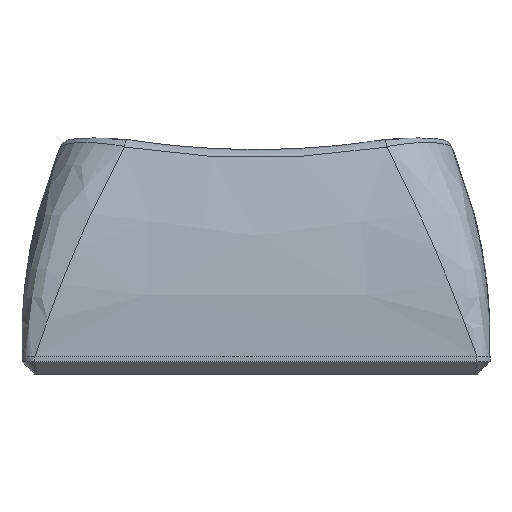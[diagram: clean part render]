
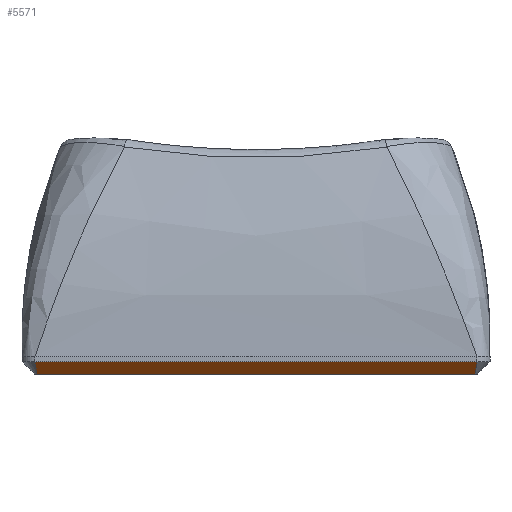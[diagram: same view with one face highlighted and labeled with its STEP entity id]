
A CAD part, front view. The second image highlights one B-rep face of the part: STEP entity #5571.
In plain terms, the highlighted planar face has unit normal (0, -0.707, -0.707).
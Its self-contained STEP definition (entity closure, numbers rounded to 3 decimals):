
#720 = PLANE('',#721);
#721 = AXIS2_PLACEMENT_3D('',#722,#723,#724);
#722 = CARTESIAN_POINT('',(-8.5,-9.,0.672));
#723 = DIRECTION('',(0.,-1.,0.));
#724 = DIRECTION('',(1.,0.,0.));
#1973 = VERTEX_POINT('',#1974);
#1974 = CARTESIAN_POINT('',(-8.5,-9.,0.48));
#2000 = EDGE_CURVE('',#1973,#2001,#2003,.T.);
#2001 = VERTEX_POINT('',#2002);
#2002 = CARTESIAN_POINT('',(8.5,-9.,0.48));
#2003 = SURFACE_CURVE('',#2004,(#2008,#2015),.PCURVE_S1.);
#2004 = LINE('',#2005,#2006);
#2005 = CARTESIAN_POINT('',(-8.5,-9.,0.48));
#2006 = VECTOR('',#2007,1.);
#2007 = DIRECTION('',(1.,0.,0.));
#2008 = PCURVE('',#720,#2009);
#2009 = DEFINITIONAL_REPRESENTATION('',(#2010),#2014);
#2010 = LINE('',#2011,#2012);
#2011 = CARTESIAN_POINT('',(0.,-0.192));
#2012 = VECTOR('',#2013,1.);
#2013 = DIRECTION('',(1.,0.));
#2014 = ( GEOMETRIC_REPRESENTATION_CONTEXT(2) 
PARAMETRIC_REPRESENTATION_CONTEXT() REPRESENTATION_CONTEXT('2D SPACE',''
  ) );
#2015 = PCURVE('',#2016,#2021);
#2016 = PLANE('',#2017);
#2017 = AXIS2_PLACEMENT_3D('',#2018,#2019,#2020);
#2018 = CARTESIAN_POINT('',(-8.5,-8.76,0.24));
#2019 = DIRECTION('',(0.,0.707,0.707)
  );
#2020 = DIRECTION('',(1.,0.,0.));
#2021 = DEFINITIONAL_REPRESENTATION('',(#2022),#2026);
#2022 = LINE('',#2023,#2024);
#2023 = CARTESIAN_POINT('',(0.,-0.339));
#2024 = VECTOR('',#2025,1.);
#2025 = DIRECTION('',(1.,0.));
#2026 = ( GEOMETRIC_REPRESENTATION_CONTEXT(2) 
PARAMETRIC_REPRESENTATION_CONTEXT() REPRESENTATION_CONTEXT('2D SPACE',''
  ) );
#3188 = CONICAL_SURFACE('',#3189,0.7,0.785);
#3189 = AXIS2_PLACEMENT_3D('',#3190,#3191,#3192);
#3190 = CARTESIAN_POINT('',(8.323,-8.323,0.48));
#3191 = DIRECTION('',(-0.,-0.,1.));
#3192 = DIRECTION('',(0.967,-0.253,0.));
#5571 = ADVANCED_FACE('',(#5572),#2016,.F.);
#5572 = FACE_BOUND('',#5573,.F.);
#5573 = EDGE_LOOP('',(#5574,#5609,#5610,#5640));
#5574 = ORIENTED_EDGE('',*,*,#5575,.F.);
#5575 = EDGE_CURVE('',#1973,#5576,#5578,.T.);
#5576 = VERTEX_POINT('',#5577);
#5577 = CARTESIAN_POINT('',(-8.42,-8.52,0.));
#5578 = SURFACE_CURVE('',#5579,(#5584,#5591),.PCURVE_S1.);
#5579 = PARABOLA('',#5580,0.008);
#5580 = AXIS2_PLACEMENT_3D('',#5581,#5582,#5583);
#5581 = CARTESIAN_POINT('',(-8.323,-8.311,
    -0.209));
#5582 = DIRECTION('',(0.,0.707,0.707)
  );
#5583 = DIRECTION('',(0.,-0.707,0.707)
  );
#5584 = PCURVE('',#2016,#5585);
#5585 = DEFINITIONAL_REPRESENTATION('',(#5586),#5590);
#5586 = B_SPLINE_CURVE_WITH_KNOTS('',2,(#5587,#5588,#5589),
  .UNSPECIFIED.,.F.,.F.,(3,3),(-0.177,-0.098),
  .PIECEWISE_BEZIER_KNOTS.);
#5587 = CARTESIAN_POINT('',(0.,-0.339));
#5588 = CARTESIAN_POINT('',(0.04,0.098));
#5589 = CARTESIAN_POINT('',(0.08,0.339));
#5590 = ( GEOMETRIC_REPRESENTATION_CONTEXT(2) 
PARAMETRIC_REPRESENTATION_CONTEXT() REPRESENTATION_CONTEXT('2D SPACE',''
  ) );
#5591 = PCURVE('',#5592,#5597);
#5592 = CONICAL_SURFACE('',#5593,0.7,0.785);
#5593 = AXIS2_PLACEMENT_3D('',#5594,#5595,#5596);
#5594 = CARTESIAN_POINT('',(-8.323,-8.323,0.48));
#5595 = DIRECTION('',(-0.,-0.,1.));
#5596 = DIRECTION('',(-0.253,-0.967,-0.));
#5597 = DEFINITIONAL_REPRESENTATION('',(#5598),#5608);
#5598 = B_SPLINE_CURVE_WITH_KNOTS('',8,(#5599,#5600,#5601,#5602,#5603,
    #5604,#5605,#5606,#5607),.UNSPECIFIED.,.F.,.F.,(9,9),(
    -0.177,-0.098),.PIECEWISE_BEZIER_KNOTS.);
#5599 = CARTESIAN_POINT('',(0.,0.));
#5600 = CARTESIAN_POINT('',(-0.014,-0.077));
#5601 = CARTESIAN_POINT('',(-0.03,-0.15));
#5602 = CARTESIAN_POINT('',(-0.048,-0.217));
#5603 = CARTESIAN_POINT('',(-0.069,-0.28));
#5604 = CARTESIAN_POINT('',(-0.094,-0.337));
#5605 = CARTESIAN_POINT('',(-0.123,-0.39));
#5606 = CARTESIAN_POINT('',(-0.158,-0.437));
#5607 = CARTESIAN_POINT('',(-0.203,-0.48));
#5608 = ( GEOMETRIC_REPRESENTATION_CONTEXT(2) 
PARAMETRIC_REPRESENTATION_CONTEXT() REPRESENTATION_CONTEXT('2D SPACE',''
  ) );
#5609 = ORIENTED_EDGE('',*,*,#2000,.T.);
#5610 = ORIENTED_EDGE('',*,*,#5611,.T.);
#5611 = EDGE_CURVE('',#2001,#5612,#5614,.T.);
#5612 = VERTEX_POINT('',#5613);
#5613 = CARTESIAN_POINT('',(8.42,-8.52,0.));
#5614 = SURFACE_CURVE('',#5615,(#5620,#5627),.PCURVE_S1.);
#5615 = PARABOLA('',#5616,0.008);
#5616 = AXIS2_PLACEMENT_3D('',#5617,#5618,#5619);
#5617 = CARTESIAN_POINT('',(8.323,-8.311,
    -0.209));
#5618 = DIRECTION('',(0.,-0.707,-0.707
    ));
#5619 = DIRECTION('',(0.,-0.707,0.707)
  );
#5620 = PCURVE('',#2016,#5621);
#5621 = DEFINITIONAL_REPRESENTATION('',(#5622),#5626);
#5622 = B_SPLINE_CURVE_WITH_KNOTS('',2,(#5623,#5624,#5625),
  .UNSPECIFIED.,.F.,.F.,(3,3),(-0.177,-0.098),
  .PIECEWISE_BEZIER_KNOTS.);
#5623 = CARTESIAN_POINT('',(17.,-0.339));
#5624 = CARTESIAN_POINT('',(16.96,0.098));
#5625 = CARTESIAN_POINT('',(16.92,0.339));
#5626 = ( GEOMETRIC_REPRESENTATION_CONTEXT(2) 
PARAMETRIC_REPRESENTATION_CONTEXT() REPRESENTATION_CONTEXT('2D SPACE',''
  ) );
#5627 = PCURVE('',#3188,#5628);
#5628 = DEFINITIONAL_REPRESENTATION('',(#5629),#5639);
#5629 = B_SPLINE_CURVE_WITH_KNOTS('',8,(#5630,#5631,#5632,#5633,#5634,
    #5635,#5636,#5637,#5638),.UNSPECIFIED.,.F.,.F.,(9,9),(
    -0.177,-0.098),.PIECEWISE_BEZIER_KNOTS.);
#5630 = CARTESIAN_POINT('',(-1.059,0.));
#5631 = CARTESIAN_POINT('',(-1.045,-0.077));
#5632 = CARTESIAN_POINT('',(-1.029,-0.15));
#5633 = CARTESIAN_POINT('',(-1.01,-0.217));
#5634 = CARTESIAN_POINT('',(-0.99,-0.28));
#5635 = CARTESIAN_POINT('',(-0.965,-0.337));
#5636 = CARTESIAN_POINT('',(-0.936,-0.39));
#5637 = CARTESIAN_POINT('',(-0.901,-0.437));
#5638 = CARTESIAN_POINT('',(-0.856,-0.48));
#5639 = ( GEOMETRIC_REPRESENTATION_CONTEXT(2) 
PARAMETRIC_REPRESENTATION_CONTEXT() REPRESENTATION_CONTEXT('2D SPACE',''
  ) );
#5640 = ORIENTED_EDGE('',*,*,#5641,.F.);
#5641 = EDGE_CURVE('',#5576,#5612,#5642,.T.);
#5642 = SURFACE_CURVE('',#5643,(#5647,#5654),.PCURVE_S1.);
#5643 = LINE('',#5644,#5645);
#5644 = CARTESIAN_POINT('',(-8.5,-8.52,0.));
#5645 = VECTOR('',#5646,1.);
#5646 = DIRECTION('',(1.,0.,0.));
#5647 = PCURVE('',#2016,#5648);
#5648 = DEFINITIONAL_REPRESENTATION('',(#5649),#5653);
#5649 = LINE('',#5650,#5651);
#5650 = CARTESIAN_POINT('',(0.,0.339));
#5651 = VECTOR('',#5652,1.);
#5652 = DIRECTION('',(1.,0.));
#5653 = ( GEOMETRIC_REPRESENTATION_CONTEXT(2) 
PARAMETRIC_REPRESENTATION_CONTEXT() REPRESENTATION_CONTEXT('2D SPACE',''
  ) );
#5654 = PCURVE('',#5655,#5660);
#5655 = PLANE('',#5656);
#5656 = AXIS2_PLACEMENT_3D('',#5657,#5658,#5659);
#5657 = CARTESIAN_POINT('',(8.5,9.,0.));
#5658 = DIRECTION('',(0.,0.,-1.));
#5659 = DIRECTION('',(-1.,0.,0.));
#5660 = DEFINITIONAL_REPRESENTATION('',(#5661),#5665);
#5661 = LINE('',#5662,#5663);
#5662 = CARTESIAN_POINT('',(17.,-17.52));
#5663 = VECTOR('',#5664,1.);
#5664 = DIRECTION('',(-1.,0.));
#5665 = ( GEOMETRIC_REPRESENTATION_CONTEXT(2) 
PARAMETRIC_REPRESENTATION_CONTEXT() REPRESENTATION_CONTEXT('2D SPACE',''
  ) );
